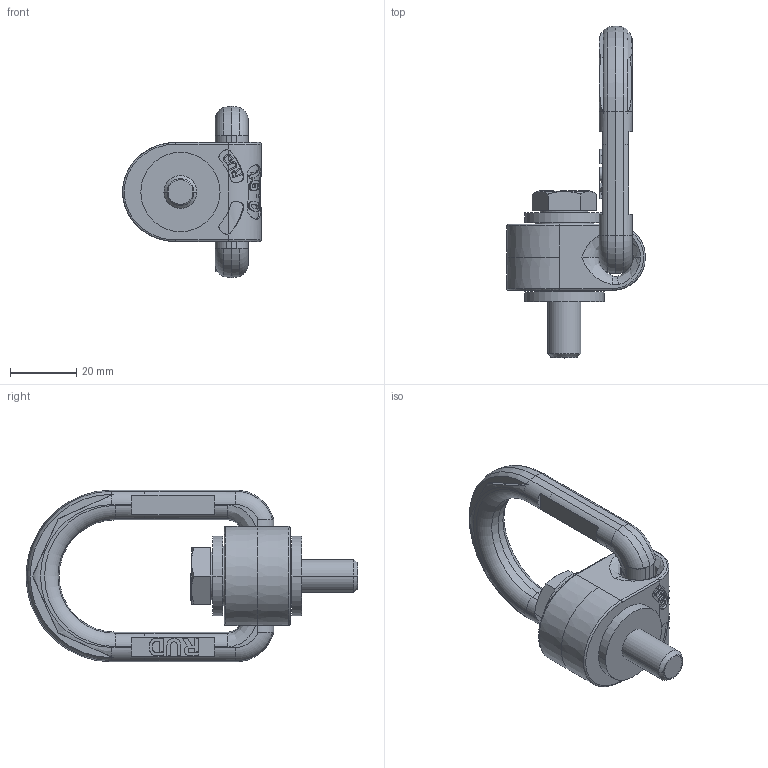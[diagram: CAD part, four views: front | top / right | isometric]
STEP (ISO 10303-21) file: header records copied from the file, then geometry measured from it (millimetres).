
FILE_DESCRIPTION((''),'2;1');
FILE_NAME('001-M35329-P-1_ASM','2016-09-27T',('Anja.Joas'),(''),'PRO/ENGINEER BY PARAMETRIC TECHNOLOGY CORPORATION, 2011490','PRO/ENGINEER BY PARAMETRIC TECHNOLOGY CORPORATION, 2011490','');
FILE_SCHEMA(('CONFIG_CONTROL_DESIGN'));
Length unit declared in the file: millimetre
Products named in the file (4): 001-M35329-P-2; 001-M35328-P-3; 001-M34894-P-1; 001-M35329-P-1_ASM
Assembly tree (3 placements, depth 2):
  001-M35329-P-1_ASM
    001-M35329-P-2
    001-M35328-P-3
    001-M34894-P-1
Bounding box: 42 x 100.5 x 52 mm (x, y, z)
Volume: 38489.4 mm3; surface area: 16539.8 mm2
Topology: 3 solids, 4 shells, 957 faces, 2608 edges, 1699 vertices
Faces by surface type: bspline 427, plane 406, cylinder 83, cone 22, torus 18, extrusion 1
Entity records: 38822 total; most frequent: CARTESIAN_POINT 17521, ORIENTED_EDGE 5208, DIRECTION 2922, EDGE_CURVE 2606, VERTEX_POINT 1699, VECTOR 1548, LINE 1547, EDGE_LOOP 1007
